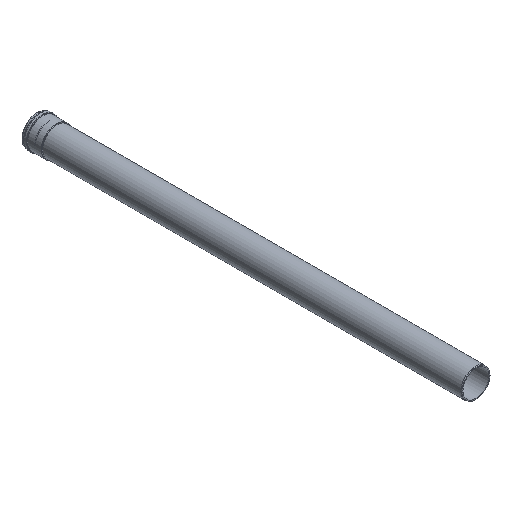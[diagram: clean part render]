
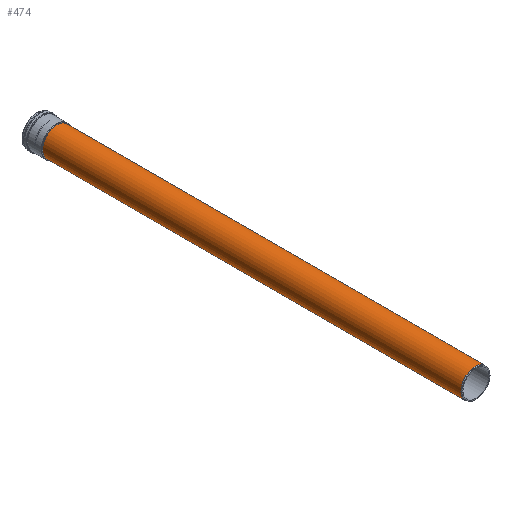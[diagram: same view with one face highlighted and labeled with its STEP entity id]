
A CAD part, isometric view. The second image highlights one B-rep face of the part: STEP entity #474.
In plain terms, the highlighted cylindrical face has radius 200 mm (diameter 400 mm), a full revolution.
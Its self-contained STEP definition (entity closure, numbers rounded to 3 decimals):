
#43=CYLINDRICAL_SURFACE('',#557,200.);
#91=FACE_BOUND('',#211,.T.);
#132=FACE_OUTER_BOUND('',#210,.T.);
#210=EDGE_LOOP('',(#415));
#211=EDGE_LOOP('',(#416));
#254=CIRCLE('',#555,200.);
#256=CIRCLE('',#558,200.);
#295=VERTEX_POINT('',#852);
#297=VERTEX_POINT('',#857);
#336=EDGE_CURVE('',#295,#295,#254,.T.);
#338=EDGE_CURVE('',#297,#297,#256,.T.);
#415=ORIENTED_EDGE('',*,*,#338,.F.);
#416=ORIENTED_EDGE('',*,*,#336,.F.);
#474=ADVANCED_FACE('',(#132,#91),#43,.T.);
#555=AXIS2_PLACEMENT_3D('',#853,#717,#718);
#557=AXIS2_PLACEMENT_3D('',#856,#721,#722);
#558=AXIS2_PLACEMENT_3D('',#858,#723,#724);
#717=DIRECTION('center_axis',(0.,0.,1.));
#718=DIRECTION('ref_axis',(-1.,0.,0.));
#721=DIRECTION('center_axis',(0.,0.,1.));
#722=DIRECTION('ref_axis',(-1.,0.,0.));
#723=DIRECTION('center_axis',(0.,0.,-1.));
#724=DIRECTION('ref_axis',(-1.,0.,0.));
#852=CARTESIAN_POINT('',(200.,0.,5976.9));
#853=CARTESIAN_POINT('Origin',(0.,0.,5976.9));
#856=CARTESIAN_POINT('Origin',(0.,0.,0.));
#857=CARTESIAN_POINT('',(200.,0.,0.));
#858=CARTESIAN_POINT('Origin',(0.,0.,0.));
